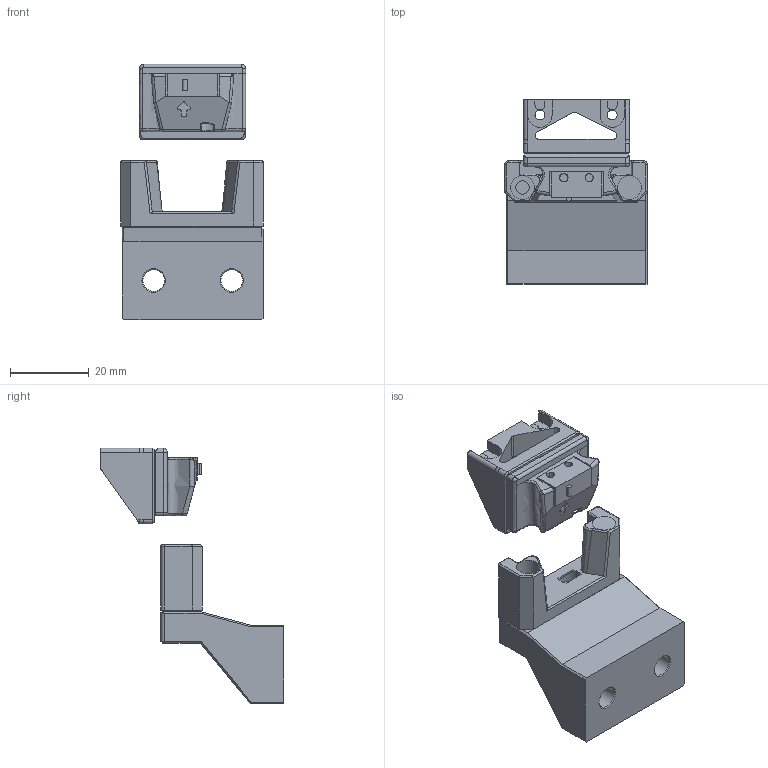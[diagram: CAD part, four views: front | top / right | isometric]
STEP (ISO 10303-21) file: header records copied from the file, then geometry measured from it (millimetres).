
FILE_DESCRIPTION(/* description */ (''),/* implementation_level */ '2;1');
FILE_NAME(/* name */ 'BLV NF-sunrise share CAD v6.step',/* time_stamp */ '2023-05-06T17:06:02-04:00',/* author */ (''),/* organization */ (''),/* preprocessor_version */ 'ST-DEVELOPER v19.2',/* originating_system */ 'Autodesk Translation Framework v12.4.0.73',/* authorisation */ '');
FILE_SCHEMA (('AUTOMOTIVE_DESIGN { 1 0 10303 214 3 1 1 }'));
Length unit declared in the file: millimetre
Products named in the file (6): BLV NF-sunrise share CAD; Probe Dock v2.1; KlickyProbe_v2; D2F; D2F_ACTUATOR; D2F_BASE
Assembly tree (5 placements, depth 4):
  BLV NF-sunrise share CAD
    Probe Dock v2.1
    KlickyProbe_v2
      D2F
        D2F_ACTUATOR
        D2F_BASE
Bounding box: 36.26 x 46.75 x 65 mm (x, y, z)
Volume: 21179.8 mm3; surface area: 12930.8 mm2
Topology: 6 solids, 6 shells, 431 faces, 1133 edges, 718 vertices
Faces by surface type: plane 254, cylinder 86, bspline 46, cone 33, torus 6, sphere 6
Full cylindrical faces by diameter (mm): 1.6 x2, 2 x3, 2.385 x2, 2.5 x2, 3.4 x2, 4.7 x2, 5.5 x2, 6 x2, 6.1 x1, 10 x2
Entity records: 17144 total; most frequent: CARTESIAN_POINT 6546, ORIENTED_EDGE 2250, DIRECTION 2056, EDGE_CURVE 1125, VERTEX_POINT 716, LINE 702, VECTOR 702, AXIS2_PLACEMENT_3D 677
